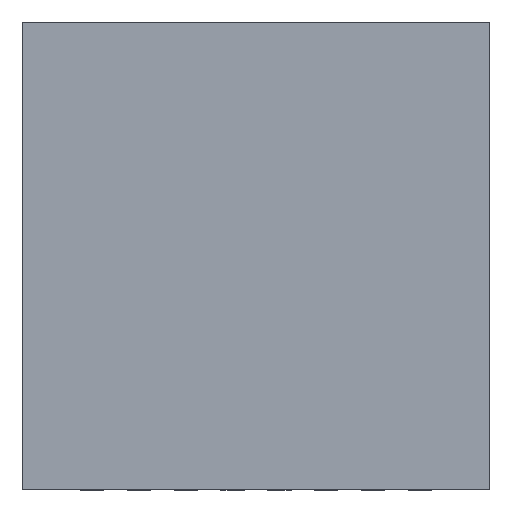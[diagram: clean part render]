
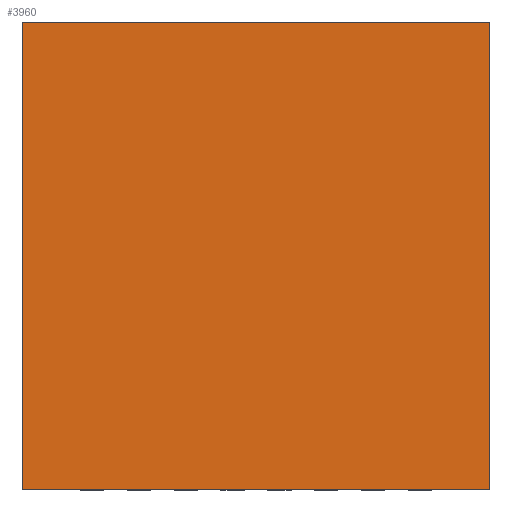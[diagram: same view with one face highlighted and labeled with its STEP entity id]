
A CAD part, top view. The second image highlights one B-rep face of the part: STEP entity #3960.
In plain terms, the highlighted face is planar.
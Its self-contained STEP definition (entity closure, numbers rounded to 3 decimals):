
#1664 = VERTEX_POINT('',#1665);
#1665 = CARTESIAN_POINT('',(2.5,0.975,-2.5));
#1671 = EDGE_CURVE('',#1664,#1672,#1674,.T.);
#1672 = VERTEX_POINT('',#1673);
#1673 = CARTESIAN_POINT('',(-2.5,0.975,-2.5));
#1674 = LINE('',#1675,#1676);
#1675 = CARTESIAN_POINT('',(2.5,0.975,-2.5));
#1676 = VECTOR('',#1677,1.);
#1677 = DIRECTION('',(-1.,0.,0.));
#2387 = VERTEX_POINT('',#2388);
#2388 = CARTESIAN_POINT('',(2.5,0.975,2.5));
#2394 = EDGE_CURVE('',#2387,#1664,#2395,.T.);
#2395 = LINE('',#2396,#2397);
#2396 = CARTESIAN_POINT('',(2.5,0.975,2.5));
#2397 = VECTOR('',#2398,1.);
#2398 = DIRECTION('',(0.,0.,-1.));
#2735 = VERTEX_POINT('',#2736);
#2736 = CARTESIAN_POINT('',(-2.5,0.975,2.5));
#2742 = EDGE_CURVE('',#2735,#2387,#2743,.T.);
#2743 = LINE('',#2744,#2745);
#2744 = CARTESIAN_POINT('',(-2.5,0.975,2.5));
#2745 = VECTOR('',#2746,1.);
#2746 = DIRECTION('',(1.,0.,0.));
#3250 = EDGE_CURVE('',#1672,#2735,#3251,.T.);
#3251 = LINE('',#3252,#3253);
#3252 = CARTESIAN_POINT('',(-2.5,0.975,-2.5));
#3253 = VECTOR('',#3254,1.);
#3254 = DIRECTION('',(0.,0.,1.));
#3960 = ADVANCED_FACE('',(#3961),#3967,.T.);
#3961 = FACE_BOUND('',#3962,.F.);
#3962 = EDGE_LOOP('',(#3963,#3964,#3965,#3966));
#3963 = ORIENTED_EDGE('',*,*,#3250,.F.);
#3964 = ORIENTED_EDGE('',*,*,#1671,.F.);
#3965 = ORIENTED_EDGE('',*,*,#2394,.F.);
#3966 = ORIENTED_EDGE('',*,*,#2742,.F.);
#3967 = PLANE('',#3968);
#3968 = AXIS2_PLACEMENT_3D('',#3969,#3970,#3971);
#3969 = CARTESIAN_POINT('',(0.,0.975,0.));
#3970 = DIRECTION('',(0.,1.,0.));
#3971 = DIRECTION('',(1.,0.,0.));
